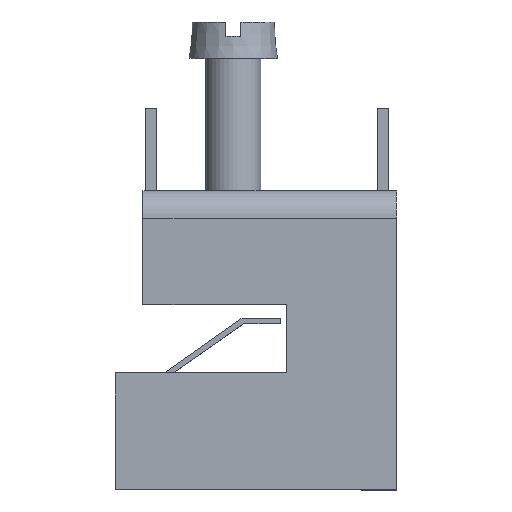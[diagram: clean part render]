
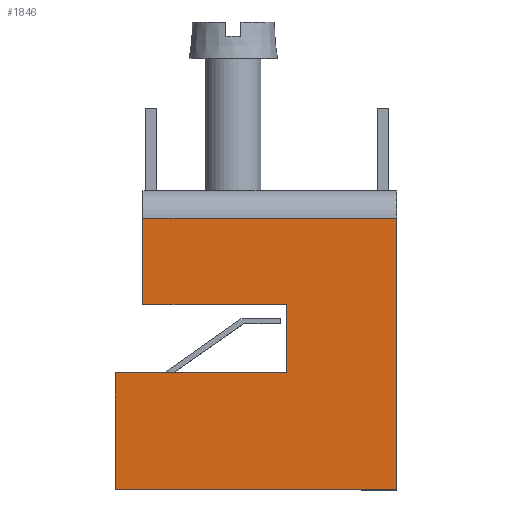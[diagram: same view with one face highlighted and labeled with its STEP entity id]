
A CAD part, top view. The second image highlights one B-rep face of the part: STEP entity #1846.
In plain terms, the highlighted planar face has unit normal (0, 0, 1).
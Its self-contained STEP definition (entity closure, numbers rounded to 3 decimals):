
#211=FACE_OUTER_BOUND('',#311,.T.);
#311=EDGE_LOOP('',(#1552,#1553,#1554,#1555,#1556,#1557,#1558,#1559));
#327=LINE('',#2449,#499);
#333=LINE('',#2460,#505);
#355=LINE('',#2623,#527);
#380=LINE('',#2863,#552);
#399=LINE('',#2933,#571);
#472=LINE('',#3159,#644);
#473=LINE('',#3161,#645);
#484=LINE('',#3180,#656);
#499=VECTOR('',#2005,13.);
#505=VECTOR('',#2013,6.2);
#527=VECTOR('',#2067,24.6);
#552=VECTOR('',#2152,23.);
#571=VECTOR('',#2199,15.5);
#644=VECTOR('',#2380,25.5);
#645=VECTOR('',#2383,10.6);
#656=VECTOR('',#2404,7.8);
#670=VERTEX_POINT('',#2447);
#671=VERTEX_POINT('',#2448);
#675=VERTEX_POINT('',#2458);
#711=VERTEX_POINT('',#2620);
#712=VERTEX_POINT('',#2622);
#756=VERTEX_POINT('',#2861);
#772=VERTEX_POINT('',#2931);
#828=VERTEX_POINT('',#3155);
#841=EDGE_CURVE('',#670,#671,#327,.T.);
#847=EDGE_CURVE('',#675,#670,#333,.T.);
#888=EDGE_CURVE('',#711,#712,#355,.T.);
#946=EDGE_CURVE('',#756,#711,#380,.T.);
#974=EDGE_CURVE('',#675,#772,#399,.T.);
#1072=EDGE_CURVE('',#712,#828,#472,.T.);
#1073=EDGE_CURVE('',#828,#772,#473,.T.);
#1084=EDGE_CURVE('',#671,#756,#484,.T.);
#1552=ORIENTED_EDGE('',*,*,#841,.F.);
#1553=ORIENTED_EDGE('',*,*,#847,.F.);
#1554=ORIENTED_EDGE('',*,*,#974,.T.);
#1555=ORIENTED_EDGE('',*,*,#1073,.F.);
#1556=ORIENTED_EDGE('',*,*,#1072,.F.);
#1557=ORIENTED_EDGE('',*,*,#888,.F.);
#1558=ORIENTED_EDGE('',*,*,#946,.F.);
#1559=ORIENTED_EDGE('',*,*,#1084,.F.);
#1672=PLANE('',#1981);
#1846=ADVANCED_FACE('',(#211),#1672,.T.);
#1981=AXIS2_PLACEMENT_3D('',#3182,#2406,#2407);
#2005=DIRECTION('',(-1.,0.,0.));
#2013=DIRECTION('',(0.,1.,0.));
#2067=DIRECTION('',(0.,-1.,0.));
#2152=DIRECTION('',(1.,0.,0.));
#2199=DIRECTION('',(-1.,0.,0.));
#2380=DIRECTION('',(-1.,0.,0.));
#2383=DIRECTION('',(0.,1.,0.));
#2404=DIRECTION('',(0.,1.,0.));
#2406=DIRECTION('center_axis',(0.,0.,1.));
#2407=DIRECTION('ref_axis',(1.,0.,0.));
#2447=CARTESIAN_POINT('',(-16.61,9.801,11.5));
#2448=CARTESIAN_POINT('',(-29.61,9.801,11.5));
#2449=CARTESIAN_POINT('',(-20.997,9.801,11.5));
#2458=CARTESIAN_POINT('',(-16.61,3.601,11.5));
#2460=CARTESIAN_POINT('',(-16.61,9.801,11.5));
#2620=CARTESIAN_POINT('',(-6.61,17.601,11.5));
#2622=CARTESIAN_POINT('',(-6.61,-6.999,11.5));
#2623=CARTESIAN_POINT('',(-6.61,-0.999,11.5));
#2861=CARTESIAN_POINT('',(-29.61,17.601,11.5));
#2863=CARTESIAN_POINT('',(-24.078,17.601,11.5));
#2931=CARTESIAN_POINT('',(-32.11,3.601,11.5));
#2933=CARTESIAN_POINT('',(-16.61,3.601,11.5));
#3155=CARTESIAN_POINT('',(-32.11,-6.999,11.5));
#3159=CARTESIAN_POINT('',(-32.11,-6.999,11.5));
#3161=CARTESIAN_POINT('',(-32.11,4.301,11.5));
#3180=CARTESIAN_POINT('',(-29.61,20.101,11.5));
#3182=CARTESIAN_POINT('Origin',(-20.547,5.601,11.5));
